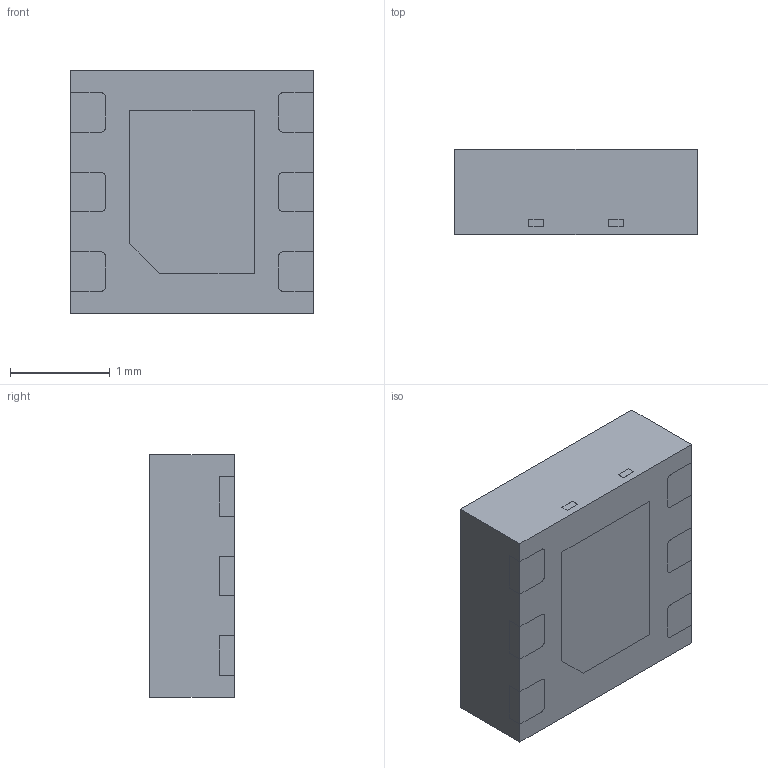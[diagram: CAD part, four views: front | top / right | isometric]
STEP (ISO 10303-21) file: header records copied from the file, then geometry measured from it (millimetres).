
FILE_DESCRIPTION (( 'STEP AP214' ), '1' );
FILE_NAME ('140076-00_Publikationsmodell SGP40.step', '2020-03-12T14:46:08', ( '' ), ( '' ), 'SwSTEP 2.0', 'SolidWorks 2019', '' );
FILE_SCHEMA (( 'AUTOMOTIVE_DESIGN' ));
Length unit declared in the file: millimetre
Products named in the file (1): 140076-00_Publikationsmodell SGP40
Bounding box: 2.44 x 0.85 x 2.44 mm (x, y, z)
Surface area: 28.8 mm2
Topology: 18 solids, 18 shells, 231 faces, 570 edges, 380 vertices
Faces by surface type: plane 148, bspline 67, cylinder 16
Entity records: 13134 total; most frequent: CARTESIAN_POINT 5401, ORIENTED_EDGE 1140, DIRECTION 798, EDGE_CURVE 570, LINE 404, VECTOR 404, VERTEX_POINT 380, EDGE_LOOP 250
